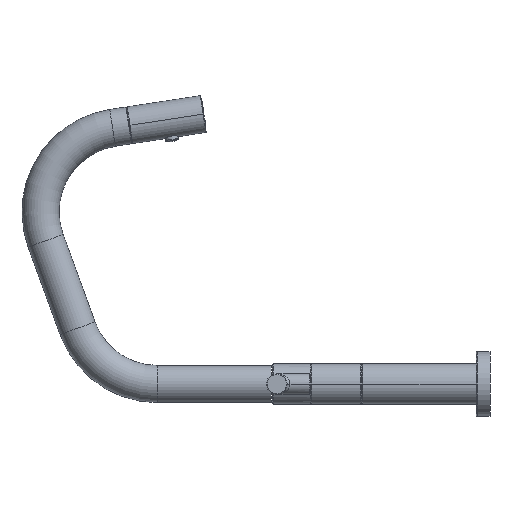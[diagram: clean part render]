
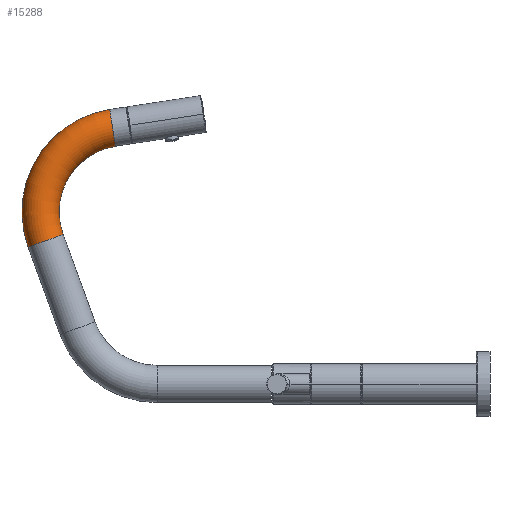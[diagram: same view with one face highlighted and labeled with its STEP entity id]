
A CAD part, left-side view. The second image highlights one B-rep face of the part: STEP entity #15288.
In plain terms, the highlighted toroidal (fillet/blend) face has major radius 66.04 mm and minor radius 14.478 mm.
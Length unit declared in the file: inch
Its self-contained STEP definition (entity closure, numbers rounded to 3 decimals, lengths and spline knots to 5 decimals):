
#8610=CARTESIAN_POINT('',(0.,8.76948,7.84814));
#8611=DIRECTION('',(0.,-0.988,0.151));
#8612=DIRECTION('',(0.,0.151,0.988));
#8613=AXIS2_PLACEMENT_3D('',#8610,#8611,#8612);
#8651=CARTESIAN_POINT('',(0.,10.81896,4.38887));
#8652=DIRECTION('',(0.,0.342,0.94));
#8653=DIRECTION('',(0.,0.94,-0.342));
#8654=AXIS2_PLACEMENT_3D('',#8651,#8652,#8653);
#8659=CARTESIAN_POINT('',(0.,8.37576,5.27812));
#8660=DIRECTION('',(1.,0.,0.));
#8661=DIRECTION('',(0.,0.94,-0.342));
#8662=AXIS2_PLACEMENT_3D('',#8659,#8660,#8661);
#8767=CARTESIAN_POINT('',(0.,8.37576,5.27812));
#8768=DIRECTION('',(1.,0.,0.));
#8769=DIRECTION('',(0.,0.94,-0.342));
#8770=AXIS2_PLACEMENT_3D('',#8767,#8768,#8769);
#12827=CARTESIAN_POINT('',(0.,10.28333,4.58382));
#12828=CARTESIAN_POINT('',(0.,11.35458,4.19392));
#12829=VERTEX_POINT('',#12827);
#12830=VERTEX_POINT('',#12828);
#12831=CARTESIAN_POINT('',(0.,8.68317,7.28471));
#12832=CARTESIAN_POINT('',(0.,8.8558,8.41157));
#12833=VERTEX_POINT('',#12831);
#12834=VERTEX_POINT('',#12832);
#15274=CARTESIAN_POINT('',(0.,8.37576,5.27812));
#15275=DIRECTION('',(1.,0.,0.));
#15276=DIRECTION('',(0.,-0.94,0.342));
#15277=AXIS2_PLACEMENT_3D('',#15274,#15275,#15276);
#15278=TOROIDAL_SURFACE('',#15277,2.6,0.57);
#15280=ORIENTED_EDGE('',*,*,#15279,.F.);
#15282=ORIENTED_EDGE('',*,*,#15281,.T.);
#15283=ORIENTED_EDGE('',*,*,#15258,.T.);
#15285=ORIENTED_EDGE('',*,*,#15284,.F.);
#15286=EDGE_LOOP('',(#15280,#15282,#15283,#15285));
#15287=FACE_OUTER_BOUND('',#15286,.F.);
#8614=CIRCLE('',#8613,0.57);
#8655=CIRCLE('',#8654,0.57);
#8663=CIRCLE('',#8662,3.17);
#8771=CIRCLE('',#8770,2.03);
#15258=EDGE_CURVE('',#12834,#12833,#8614,.T.);
#15279=EDGE_CURVE('',#12830,#12829,#8655,.T.);
#15281=EDGE_CURVE('',#12830,#12834,#8663,.T.);
#15284=EDGE_CURVE('',#12829,#12833,#8771,.T.);
#15288=ADVANCED_FACE('',(#15287),#15278,.T.);
